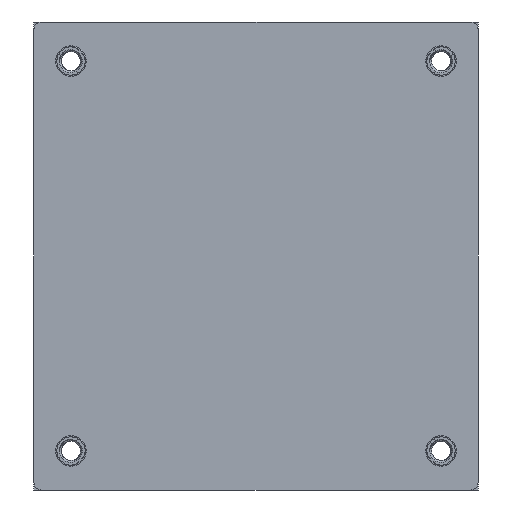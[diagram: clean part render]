
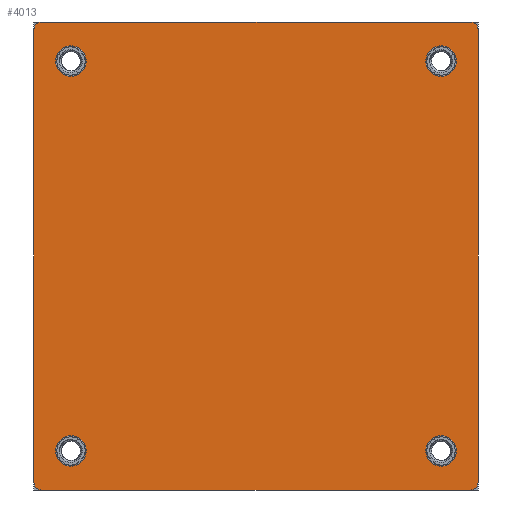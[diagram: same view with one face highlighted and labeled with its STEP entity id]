
A CAD part, front view. The second image highlights one B-rep face of the part: STEP entity #4013.
In plain terms, the highlighted planar face has unit normal (0, -1, 0).
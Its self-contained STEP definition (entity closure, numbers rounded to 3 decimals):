
#6 = CARTESIAN_POINT ( 'NONE',  ( 27.95, -1.5, -30.5 ) ) ;
#16 = VERTEX_POINT ( 'NONE', #18271 ) ;
#179 = CARTESIAN_POINT ( 'NONE',  ( -27.95, -1.5, -29.5 ) ) ;
#233 = EDGE_LOOP ( 'NONE', ( #30472, #5712 ) ) ;
#536 = AXIS2_PLACEMENT_3D ( 'NONE', #5675, #23774, #8273 ) ;
#766 = CARTESIAN_POINT ( 'NONE',  ( 24.13, -1.5, 25.4 ) ) ;
#943 = VECTOR ( 'NONE', #16770, 1000. ) ;
#1083 = VERTEX_POINT ( 'NONE', #30080 ) ;
#1249 = EDGE_CURVE ( 'NONE', #1083, #4892, #12191, .T. ) ;
#1279 = CIRCLE ( 'NONE', #6014, 1. ) ;
#1357 = CARTESIAN_POINT ( 'NONE',  ( -24.13, -1.5, -25.4 ) ) ;
#1489 = EDGE_CURVE ( 'NONE', #31645, #7347, #1279, .T. ) ;
#2580 = CIRCLE ( 'NONE', #536, 2. ) ;
#2680 = AXIS2_PLACEMENT_3D ( 'NONE', #766, #18825, #3350 ) ;
#2764 = DIRECTION ( 'NONE',  ( 0., 0., 1. ) ) ;
#3350 = DIRECTION ( 'NONE',  ( 0., 0., 1. ) ) ;
#3355 = DIRECTION ( 'NONE',  ( 0., 1., 0. ) ) ;
#3494 = CIRCLE ( 'NONE', #22673, 1. ) ;
#3889 = VECTOR ( 'NONE', #14669, 1000. ) ;
#3928 = EDGE_CURVE ( 'NONE', #32343, #22408, #14147, .T. ) ;
#3963 = DIRECTION ( 'NONE',  ( 0., 0., 1. ) ) ;
#4013 = ADVANCED_FACE ( 'NONE', ( #31510, #32315, #17773, #10901, #4036 ), #20265, .F. ) ;
#4036 = FACE_OUTER_BOUND ( 'NONE', #32554, .T. ) ;
#4217 = VERTEX_POINT ( 'NONE', #26682 ) ;
#4452 = CARTESIAN_POINT ( 'NONE',  ( -24.13, -1.5, -23.4 ) ) ;
#4613 = VERTEX_POINT ( 'NONE', #6244 ) ;
#4804 = VERTEX_POINT ( 'NONE', #22846 ) ;
#4892 = VERTEX_POINT ( 'NONE', #28251 ) ;
#5190 = ORIENTED_EDGE ( 'NONE', *, *, #7211, .F. ) ;
#5675 = CARTESIAN_POINT ( 'NONE',  ( 24.13, -1.5, 25.4 ) ) ;
#5686 = EDGE_CURVE ( 'NONE', #16, #4217, #3494, .T. ) ;
#5712 = ORIENTED_EDGE ( 'NONE', *, *, #28020, .T. ) ;
#5733 = EDGE_CURVE ( 'NONE', #31782, #4804, #9561, .T. ) ;
#5792 = CARTESIAN_POINT ( 'NONE',  ( -24.13, -1.5, 25.4 ) ) ;
#5950 = DIRECTION ( 'NONE',  ( 0., 1., 0. ) ) ;
#5999 = ORIENTED_EDGE ( 'NONE', *, *, #25197, .T. ) ;
#6014 = AXIS2_PLACEMENT_3D ( 'NONE', #24871, #9378, #27461 ) ;
#6098 = VERTEX_POINT ( 'NONE', #4452 ) ;
#6244 = CARTESIAN_POINT ( 'NONE',  ( 24.13, -1.5, 23.4 ) ) ;
#6264 = EDGE_LOOP ( 'NONE', ( #13668, #11319 ) ) ;
#6299 = VECTOR ( 'NONE', #12581, 1000. ) ;
#7119 = CIRCLE ( 'NONE', #20955, 2. ) ;
#7211 = EDGE_CURVE ( 'NONE', #1083, #7347, #16844, .T. ) ;
#7347 = VERTEX_POINT ( 'NONE', #20963 ) ;
#7374 = DIRECTION ( 'NONE',  ( 0., 1., 0. ) ) ;
#7391 = CARTESIAN_POINT ( 'NONE',  ( -28.95, -1.5, 30.5 ) ) ;
#7815 = CARTESIAN_POINT ( 'NONE',  ( -24.13, -1.5, -27.4 ) ) ;
#8273 = DIRECTION ( 'NONE',  ( 0., 0., 1. ) ) ;
#8392 = DIRECTION ( 'NONE',  ( 0., 0., 1. ) ) ;
#8804 = CIRCLE ( 'NONE', #32495, 2. ) ;
#9378 = DIRECTION ( 'NONE',  ( 0., -1., 0. ) ) ;
#9424 = LINE ( 'NONE', #19341, #943 ) ;
#9561 = CIRCLE ( 'NONE', #29602, 2. ) ;
#10013 = DIRECTION ( 'NONE',  ( 0., 0., 1. ) ) ;
#10096 = EDGE_CURVE ( 'NONE', #30780, #4217, #9424, .T. ) ;
#10111 = EDGE_CURVE ( 'NONE', #30780, #24193, #12250, .T. ) ;
#10329 = ORIENTED_EDGE ( 'NONE', *, *, #10096, .F. ) ;
#10901 = FACE_BOUND ( 'NONE', #6264, .T. ) ;
#11288 = CIRCLE ( 'NONE', #2680, 2. ) ;
#11319 = ORIENTED_EDGE ( 'NONE', *, *, #20090, .T. ) ;
#11365 = CARTESIAN_POINT ( 'NONE',  ( -28.95, -1.5, -29.5 ) ) ;
#11959 = ORIENTED_EDGE ( 'NONE', *, *, #32606, .T. ) ;
#12191 = CIRCLE ( 'NONE', #20517, 1. ) ;
#12250 = CIRCLE ( 'NONE', #13100, 1. ) ;
#12581 = DIRECTION ( 'NONE',  ( 1., 0., 0. ) ) ;
#13052 = CARTESIAN_POINT ( 'NONE',  ( 24.13, -1.5, -23.4 ) ) ;
#13100 = AXIS2_PLACEMENT_3D ( 'NONE', #179, #18254, #2764 ) ;
#13171 = LINE ( 'NONE', #20246, #6299 ) ;
#13358 = DIRECTION ( 'NONE',  ( 0., -1., 0. ) ) ;
#13555 = CARTESIAN_POINT ( 'NONE',  ( -24.13, -1.5, 27.4 ) ) ;
#13668 = ORIENTED_EDGE ( 'NONE', *, *, #5733, .T. ) ;
#14019 = EDGE_CURVE ( 'NONE', #31645, #24193, #21382, .T. ) ;
#14147 = CIRCLE ( 'NONE', #21191, 2. ) ;
#14260 = EDGE_CURVE ( 'NONE', #4613, #16205, #11288, .T. ) ;
#14527 = VECTOR ( 'NONE', #22371, 1000. ) ;
#14669 = DIRECTION ( 'NONE',  ( 0., 0., -1. ) ) ;
#14974 = CARTESIAN_POINT ( 'NONE',  ( 24.13, -1.5, -27.4 ) ) ;
#14983 = DIRECTION ( 'NONE',  ( 0., 1., 0. ) ) ;
#15123 = ORIENTED_EDGE ( 'NONE', *, *, #14260, .T. ) ;
#15177 = CARTESIAN_POINT ( 'NONE',  ( 27.95, -1.5, 29.5 ) ) ;
#15497 = AXIS2_PLACEMENT_3D ( 'NONE', #21411, #5950, #24040 ) ;
#16205 = VERTEX_POINT ( 'NONE', #16685 ) ;
#16685 = CARTESIAN_POINT ( 'NONE',  ( 24.13, -1.5, 27.4 ) ) ;
#16770 = DIRECTION ( 'NONE',  ( 0., 0., 1. ) ) ;
#16819 = ORIENTED_EDGE ( 'NONE', *, *, #5686, .T. ) ;
#16844 = LINE ( 'NONE', #30150, #3889 ) ;
#17760 = DIRECTION ( 'NONE',  ( 0., 0., 1. ) ) ;
#17773 = FACE_BOUND ( 'NONE', #29466, .T. ) ;
#18254 = DIRECTION ( 'NONE',  ( 0., -1., 0. ) ) ;
#18271 = CARTESIAN_POINT ( 'NONE',  ( -27.95, -1.5, 30.5 ) ) ;
#18825 = DIRECTION ( 'NONE',  ( 0., 1., 0. ) ) ;
#18831 = CARTESIAN_POINT ( 'NONE',  ( -24.13, -1.5, -25.4 ) ) ;
#19341 = CARTESIAN_POINT ( 'NONE',  ( -28.95, -1.5, -30.5 ) ) ;
#19419 = DIRECTION ( 'NONE',  ( 0., 1., 0. ) ) ;
#20090 = EDGE_CURVE ( 'NONE', #4804, #31782, #21802, .T. ) ;
#20246 = CARTESIAN_POINT ( 'NONE',  ( -28.95, -1.5, 30.5 ) ) ;
#20265 = PLANE ( 'NONE',  #29877 ) ;
#20517 = AXIS2_PLACEMENT_3D ( 'NONE', #15177, #33237, #17760 ) ;
#20637 = ORIENTED_EDGE ( 'NONE', *, *, #25223, .F. ) ;
#20955 = AXIS2_PLACEMENT_3D ( 'NONE', #22864, #7374, #25463 ) ;
#20963 = CARTESIAN_POINT ( 'NONE',  ( 28.95, -1.5, -29.5 ) ) ;
#21191 = AXIS2_PLACEMENT_3D ( 'NONE', #30458, #14983, #33042 ) ;
#21382 = LINE ( 'NONE', #30064, #14527 ) ;
#21411 = CARTESIAN_POINT ( 'NONE',  ( -24.13, -1.5, 25.4 ) ) ;
#21416 = DIRECTION ( 'NONE',  ( 0., 0., 1. ) ) ;
#21447 = AXIS2_PLACEMENT_3D ( 'NONE', #18831, #3355, #21416 ) ;
#21802 = CIRCLE ( 'NONE', #15497, 2. ) ;
#22001 = VERTEX_POINT ( 'NONE', #7815 ) ;
#22371 = DIRECTION ( 'NONE',  ( -1., 0., 0. ) ) ;
#22408 = VERTEX_POINT ( 'NONE', #14974 ) ;
#22673 = AXIS2_PLACEMENT_3D ( 'NONE', #28846, #13358, #31443 ) ;
#22846 = CARTESIAN_POINT ( 'NONE',  ( -24.13, -1.5, 23.4 ) ) ;
#22864 = CARTESIAN_POINT ( 'NONE',  ( 24.13, -1.5, -25.4 ) ) ;
#23774 = DIRECTION ( 'NONE',  ( 0., 1., 0. ) ) ;
#23881 = DIRECTION ( 'NONE',  ( 0., 1., 0. ) ) ;
#23973 = ORIENTED_EDGE ( 'NONE', *, *, #3928, .T. ) ;
#24040 = DIRECTION ( 'NONE',  ( 0., 0., 1. ) ) ;
#24193 = VERTEX_POINT ( 'NONE', #28266 ) ;
#24871 = CARTESIAN_POINT ( 'NONE',  ( 27.95, -1.5, -29.5 ) ) ;
#25197 = EDGE_CURVE ( 'NONE', #22408, #32343, #7119, .T. ) ;
#25223 = EDGE_CURVE ( 'NONE', #16, #4892, #13171, .T. ) ;
#25463 = DIRECTION ( 'NONE',  ( 0., 0., 1. ) ) ;
#25482 = DIRECTION ( 'NONE',  ( 0., 1., 0. ) ) ;
#25969 = ORIENTED_EDGE ( 'NONE', *, *, #1489, .T. ) ;
#26682 = CARTESIAN_POINT ( 'NONE',  ( -28.95, -1.5, 29.5 ) ) ;
#27461 = DIRECTION ( 'NONE',  ( 0., 0., 1. ) ) ;
#27655 = EDGE_CURVE ( 'NONE', #6098, #22001, #8804, .T. ) ;
#28020 = EDGE_CURVE ( 'NONE', #22001, #6098, #30277, .T. ) ;
#28251 = CARTESIAN_POINT ( 'NONE',  ( 27.95, -1.5, 30.5 ) ) ;
#28266 = CARTESIAN_POINT ( 'NONE',  ( -27.95, -1.5, -30.5 ) ) ;
#28846 = CARTESIAN_POINT ( 'NONE',  ( -27.95, -1.5, 29.5 ) ) ;
#29137 = ORIENTED_EDGE ( 'NONE', *, *, #10111, .T. ) ;
#29466 = EDGE_LOOP ( 'NONE', ( #11959, #15123 ) ) ;
#29602 = AXIS2_PLACEMENT_3D ( 'NONE', #5792, #23881, #8392 ) ;
#29877 = AXIS2_PLACEMENT_3D ( 'NONE', #7391, #25482, #10013 ) ;
#30064 = CARTESIAN_POINT ( 'NONE',  ( -28.95, -1.5, -30.5 ) ) ;
#30080 = CARTESIAN_POINT ( 'NONE',  ( 28.95, -1.5, 29.5 ) ) ;
#30150 = CARTESIAN_POINT ( 'NONE',  ( 28.95, -1.5, -30.5 ) ) ;
#30200 = ORIENTED_EDGE ( 'NONE', *, *, #14019, .F. ) ;
#30277 = CIRCLE ( 'NONE', #21447, 2. ) ;
#30458 = CARTESIAN_POINT ( 'NONE',  ( 24.13, -1.5, -25.4 ) ) ;
#30472 = ORIENTED_EDGE ( 'NONE', *, *, #27655, .T. ) ;
#30780 = VERTEX_POINT ( 'NONE', #11365 ) ;
#31443 = DIRECTION ( 'NONE',  ( 0., 0., 1. ) ) ;
#31510 = FACE_BOUND ( 'NONE', #32553, .T. ) ;
#31645 = VERTEX_POINT ( 'NONE', #6 ) ;
#31782 = VERTEX_POINT ( 'NONE', #13555 ) ;
#32315 = FACE_BOUND ( 'NONE', #233, .T. ) ;
#32343 = VERTEX_POINT ( 'NONE', #13052 ) ;
#32495 = AXIS2_PLACEMENT_3D ( 'NONE', #1357, #19419, #3963 ) ;
#32553 = EDGE_LOOP ( 'NONE', ( #23973, #5999 ) ) ;
#32554 = EDGE_LOOP ( 'NONE', ( #10329, #29137, #30200, #25969, #5190, #33274, #20637, #16819 ) ) ;
#32606 = EDGE_CURVE ( 'NONE', #16205, #4613, #2580, .T. ) ;
#33042 = DIRECTION ( 'NONE',  ( 0., 0., 1. ) ) ;
#33237 = DIRECTION ( 'NONE',  ( 0., -1., 0. ) ) ;
#33274 = ORIENTED_EDGE ( 'NONE', *, *, #1249, .T. ) ;
